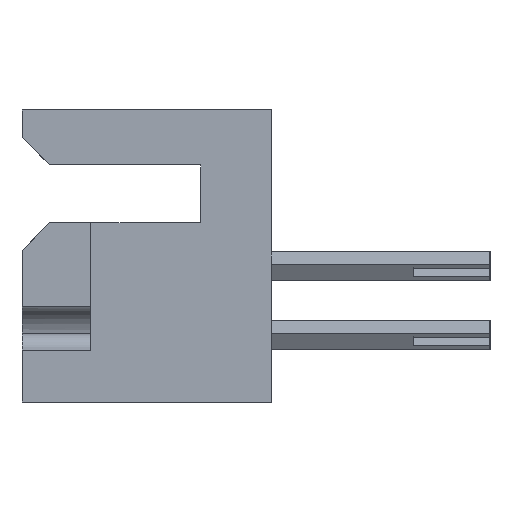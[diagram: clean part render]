
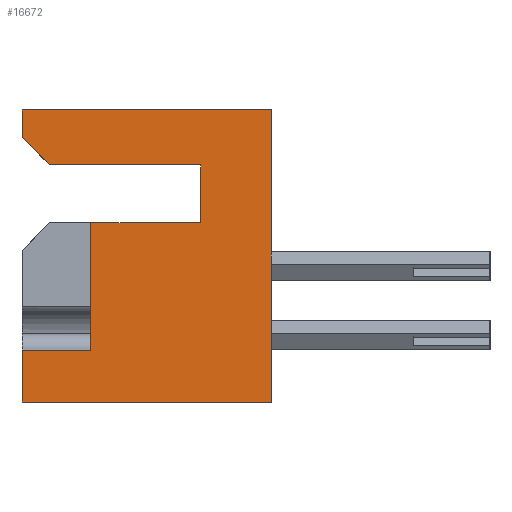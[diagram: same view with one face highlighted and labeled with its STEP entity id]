
A CAD part, left-side view. The second image highlights one B-rep face of the part: STEP entity #16672.
In plain terms, the highlighted planar face has unit normal (-1, 0, 0).
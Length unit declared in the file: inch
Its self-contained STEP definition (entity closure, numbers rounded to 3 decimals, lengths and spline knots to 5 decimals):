
#153 = PLANE ( 'NONE',  #6788 ) ;
#246 = CARTESIAN_POINT ( 'NONE',  ( 0., 0.453, -0.05 ) ) ;
#586 = VECTOR ( 'NONE', #3938, 39.37008 ) ;
#991 = DIRECTION ( 'NONE',  ( 0., 1., 0. ) ) ;
#1089 = ORIENTED_EDGE ( 'NONE', *, *, #17647, .F. ) ;
#1187 = FACE_OUTER_BOUND ( 'NONE', #6130, .T. ) ;
#1276 = DIRECTION ( 'NONE',  ( 0., -0.707, -0.707 ) ) ;
#1610 = VECTOR ( 'NONE', #5699, 39.37008 ) ;
#1715 = CARTESIAN_POINT ( 'NONE',  ( 0., 0.453, 0. ) ) ;
#1867 = LINE ( 'NONE', #10566, #1610 ) ;
#2013 = VERTEX_POINT ( 'NONE', #246 ) ;
#2237 = DIRECTION ( 'NONE',  ( 0., -1., 0. ) ) ;
#2338 = EDGE_CURVE ( 'NONE', #10506, #6542, #16532, .T. ) ;
#2621 = VECTOR ( 'NONE', #8164, 39.37008 ) ;
#2816 = CARTESIAN_POINT ( 'NONE',  ( 0., 0.328, -0.205 ) ) ;
#3048 = LINE ( 'NONE', #13630, #15605 ) ;
#3524 = ORIENTED_EDGE ( 'NONE', *, *, #15121, .T. ) ;
#3883 = CARTESIAN_POINT ( 'NONE',  ( 0., 0.128, -0.205 ) ) ;
#3938 = DIRECTION ( 'NONE',  ( 0., 0., 1. ) ) ;
#4127 = ORIENTED_EDGE ( 'NONE', *, *, #14392, .F. ) ;
#4536 = VECTOR ( 'NONE', #18818, 39.37008 ) ;
#4582 = ORIENTED_EDGE ( 'NONE', *, *, #11181, .T. ) ;
#4726 = ORIENTED_EDGE ( 'NONE', *, *, #2338, .T. ) ;
#4784 = DIRECTION ( 'NONE',  ( 0., 0., -1. ) ) ;
#5376 = ORIENTED_EDGE ( 'NONE', *, *, #8757, .F. ) ;
#5698 = EDGE_CURVE ( 'NONE', #12825, #10700, #17349, .T. ) ;
#5699 = DIRECTION ( 'NONE',  ( 0., -1., 0. ) ) ;
#5710 = VECTOR ( 'NONE', #17113, 39.37008 ) ;
#6130 = EDGE_LOOP ( 'NONE', ( #9359, #6752, #4582, #11009, #12613, #5376, #3524, #1089, #4127, #4726, #15345 ) ) ;
#6149 = CARTESIAN_POINT ( 'NONE',  ( 0., 0., -0.531 ) ) ;
#6542 = VERTEX_POINT ( 'NONE', #2816 ) ;
#6752 = ORIENTED_EDGE ( 'NONE', *, *, #18497, .F. ) ;
#6788 = AXIS2_PLACEMENT_3D ( 'NONE', #1715, #12384, #4784 ) ;
#7112 = CARTESIAN_POINT ( 'NONE',  ( 0., 0.128, -0.1 ) ) ;
#7194 = CARTESIAN_POINT ( 'NONE',  ( 0., 0.403, -0.1 ) ) ;
#7766 = VECTOR ( 'NONE', #18358, 39.37008 ) ;
#8164 = DIRECTION ( 'NONE',  ( 0., 1., 0. ) ) ;
#8757 = EDGE_CURVE ( 'NONE', #2013, #19192, #11872, .T. ) ;
#8778 = DIRECTION ( 'NONE',  ( 0., 1., 0. ) ) ;
#8790 = DIRECTION ( 'NONE',  ( 0., 0., 1. ) ) ;
#9113 = CARTESIAN_POINT ( 'NONE',  ( 0., 0.453, -0.437 ) ) ;
#9359 = ORIENTED_EDGE ( 'NONE', *, *, #5698, .T. ) ;
#9400 = CARTESIAN_POINT ( 'NONE',  ( 0., 0.328, -0.205 ) ) ;
#9530 = VERTEX_POINT ( 'NONE', #6149 ) ;
#9836 = CARTESIAN_POINT ( 'NONE',  ( 0., 0.128, -0.205 ) ) ;
#10059 = VECTOR ( 'NONE', #8790, 39.37008 ) ;
#10341 = VERTEX_POINT ( 'NONE', #15920 ) ;
#10426 = CARTESIAN_POINT ( 'NONE',  ( 0., 0.128, -0.1 ) ) ;
#10506 = VERTEX_POINT ( 'NONE', #9836 ) ;
#10566 = CARTESIAN_POINT ( 'NONE',  ( 0., 0.453, -0.531 ) ) ;
#10637 = CARTESIAN_POINT ( 'NONE',  ( 0., 0.453, 0. ) ) ;
#10700 = VERTEX_POINT ( 'NONE', #9113 ) ;
#10793 = LINE ( 'NONE', #18704, #5710 ) ;
#11009 = ORIENTED_EDGE ( 'NONE', *, *, #12316, .T. ) ;
#11181 = EDGE_CURVE ( 'NONE', #10341, #9530, #1867, .T. ) ;
#11872 = LINE ( 'NONE', #10637, #7766 ) ;
#12265 = VECTOR ( 'NONE', #2237, 39.37008 ) ;
#12316 = EDGE_CURVE ( 'NONE', #9530, #15044, #19259, .T. ) ;
#12384 = DIRECTION ( 'NONE',  ( 1., 0., 0. ) ) ;
#12422 = VECTOR ( 'NONE', #991, 39.37008 ) ;
#12613 = ORIENTED_EDGE ( 'NONE', *, *, #17346, .F. ) ;
#12825 = VERTEX_POINT ( 'NONE', #14569 ) ;
#12961 = VERTEX_POINT ( 'NONE', #7112 ) ;
#13009 = LINE ( 'NONE', #9400, #4536 ) ;
#13223 = LINE ( 'NONE', #15705, #12265 ) ;
#13630 = CARTESIAN_POINT ( 'NONE',  ( 0., 0.128, -0.1 ) ) ;
#14235 = CARTESIAN_POINT ( 'NONE',  ( 0., 0.453, 0. ) ) ;
#14279 = VECTOR ( 'NONE', #1276, 39.37008 ) ;
#14366 = CARTESIAN_POINT ( 'NONE',  ( 0., 0.328, -0.437 ) ) ;
#14392 = EDGE_CURVE ( 'NONE', #10506, #12961, #15307, .T. ) ;
#14569 = CARTESIAN_POINT ( 'NONE',  ( 0., 0.328, -0.437 ) ) ;
#15044 = VERTEX_POINT ( 'NONE', #15288 ) ;
#15121 = EDGE_CURVE ( 'NONE', #2013, #18064, #16720, .T. ) ;
#15164 = CARTESIAN_POINT ( 'NONE',  ( 0., 0., 0. ) ) ;
#15288 = CARTESIAN_POINT ( 'NONE',  ( 0., 0., 0. ) ) ;
#15307 = LINE ( 'NONE', #10426, #586 ) ;
#15345 = ORIENTED_EDGE ( 'NONE', *, *, #16679, .F. ) ;
#15605 = VECTOR ( 'NONE', #8778, 39.37008 ) ;
#15705 = CARTESIAN_POINT ( 'NONE',  ( 0., 0.453, 0. ) ) ;
#15920 = CARTESIAN_POINT ( 'NONE',  ( 0., 0.453, -0.531 ) ) ;
#16532 = LINE ( 'NONE', #3883, #12422 ) ;
#16672 = ADVANCED_FACE ( 'NONE', ( #1187 ), #153, .F. ) ;
#16679 = EDGE_CURVE ( 'NONE', #12825, #6542, #13009, .T. ) ;
#16720 = LINE ( 'NONE', #19702, #14279 ) ;
#17113 = DIRECTION ( 'NONE',  ( 0., 0., 1. ) ) ;
#17346 = EDGE_CURVE ( 'NONE', #19192, #15044, #13223, .T. ) ;
#17349 = LINE ( 'NONE', #14366, #2621 ) ;
#17647 = EDGE_CURVE ( 'NONE', #12961, #18064, #3048, .T. ) ;
#18064 = VERTEX_POINT ( 'NONE', #7194 ) ;
#18358 = DIRECTION ( 'NONE',  ( 0., 0., 1. ) ) ;
#18497 = EDGE_CURVE ( 'NONE', #10341, #10700, #10793, .T. ) ;
#18704 = CARTESIAN_POINT ( 'NONE',  ( 0., 0.453, 0. ) ) ;
#18818 = DIRECTION ( 'NONE',  ( 0., 0., 1. ) ) ;
#19192 = VERTEX_POINT ( 'NONE', #14235 ) ;
#19259 = LINE ( 'NONE', #15164, #10059 ) ;
#19702 = CARTESIAN_POINT ( 'NONE',  ( 0., 0.403, -0.1 ) ) ;
